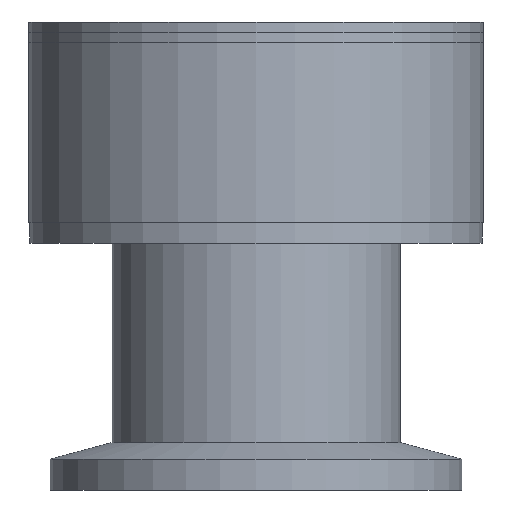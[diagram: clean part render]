
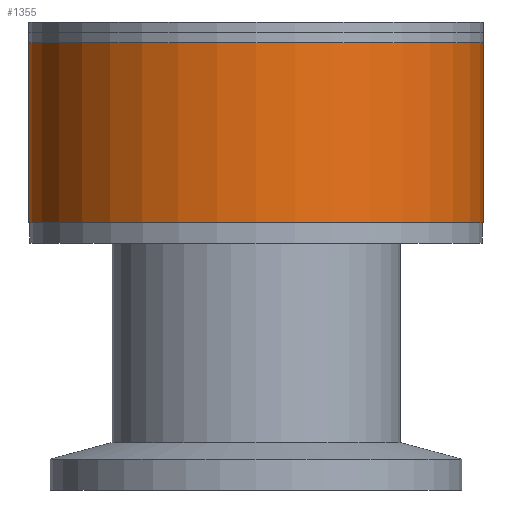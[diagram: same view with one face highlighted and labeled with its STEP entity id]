
A CAD part, front view. The second image highlights one B-rep face of the part: STEP entity #1355.
In plain terms, the highlighted cylindrical face has radius 22.1 mm (diameter 44.2 mm), a partial arc.
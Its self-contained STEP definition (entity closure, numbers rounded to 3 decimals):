
#255 = AXIS2_PLACEMENT_3D ( 'NONE', #1370, #2831, #1933 ) ;
#316 = CARTESIAN_POINT ( 'NONE',  ( 0.05, 0., 3.8 ) ) ;
#372 = ORIENTED_EDGE ( 'NONE', *, *, #2913, .F. ) ;
#451 = VECTOR ( 'NONE', #1867, 1000. ) ;
#530 = CIRCLE ( 'NONE', #2980, 22.1 ) ;
#535 = VECTOR ( 'NONE', #2604, 1000. ) ;
#564 = CIRCLE ( 'NONE', #255, 22.1 ) ;
#688 = EDGE_CURVE ( 'NONE', #1473, #2668, #564, .T. ) ;
#723 = LINE ( 'NONE', #2413, #451 ) ;
#946 = CARTESIAN_POINT ( 'NONE',  ( 22.15, 0., 21.3 ) ) ;
#1082 = FACE_OUTER_BOUND ( 'NONE', #1676, .T. ) ;
#1113 = VERTEX_POINT ( 'NONE', #2086 ) ;
#1253 = DIRECTION ( 'NONE',  ( 0., 0., 1. ) ) ;
#1318 = ORIENTED_EDGE ( 'NONE', *, *, #2188, .T. ) ;
#1355 = ADVANCED_FACE ( 'NONE', ( #1082 ), #2264, .T. ) ;
#1370 = CARTESIAN_POINT ( 'NONE',  ( 0.05, 0., 21.3 ) ) ;
#1473 = VERTEX_POINT ( 'NONE', #2405 ) ;
#1636 = LINE ( 'NONE', #3124, #535 ) ;
#1640 = AXIS2_PLACEMENT_3D ( 'NONE', #2298, #2066, #2843 ) ;
#1676 = EDGE_LOOP ( 'NONE', ( #372, #1318, #1809, #2586 ) ) ;
#1809 = ORIENTED_EDGE ( 'NONE', *, *, #2108, .T. ) ;
#1867 = DIRECTION ( 'NONE',  ( 0., 0., 1. ) ) ;
#1933 = DIRECTION ( 'NONE',  ( 1., 0., 0. ) ) ;
#2066 = DIRECTION ( 'NONE',  ( 0., 0., 1. ) ) ;
#2086 = CARTESIAN_POINT ( 'NONE',  ( 22.15, 0., 3.8 ) ) ;
#2108 = EDGE_CURVE ( 'NONE', #1113, #2668, #723, .T. ) ;
#2188 = EDGE_CURVE ( 'NONE', #2486, #1113, #530, .T. ) ;
#2257 = DIRECTION ( 'NONE',  ( 1., 0., 0. ) ) ;
#2264 = CYLINDRICAL_SURFACE ( 'NONE', #1640, 22.1 ) ;
#2298 = CARTESIAN_POINT ( 'NONE',  ( 0.05, 0., 12.55 ) ) ;
#2405 = CARTESIAN_POINT ( 'NONE',  ( -22.05, 0., 21.3 ) ) ;
#2413 = CARTESIAN_POINT ( 'NONE',  ( 22.15, 0., 12.55 ) ) ;
#2486 = VERTEX_POINT ( 'NONE', #2509 ) ;
#2509 = CARTESIAN_POINT ( 'NONE',  ( -22.05, 0., 3.8 ) ) ;
#2586 = ORIENTED_EDGE ( 'NONE', *, *, #688, .F. ) ;
#2604 = DIRECTION ( 'NONE',  ( 0., 0., 1. ) ) ;
#2668 = VERTEX_POINT ( 'NONE', #946 ) ;
#2831 = DIRECTION ( 'NONE',  ( 0., 0., 1. ) ) ;
#2843 = DIRECTION ( 'NONE',  ( 1., 0., 0. ) ) ;
#2913 = EDGE_CURVE ( 'NONE', #2486, #1473, #1636, .T. ) ;
#2980 = AXIS2_PLACEMENT_3D ( 'NONE', #316, #1253, #2257 ) ;
#3124 = CARTESIAN_POINT ( 'NONE',  ( -22.05, 0., 12.55 ) ) ;
